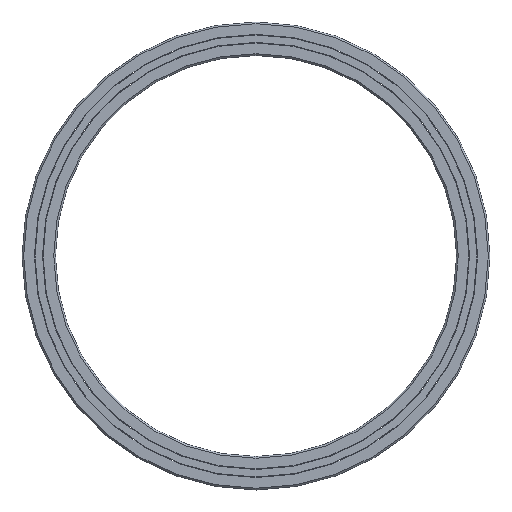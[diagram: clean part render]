
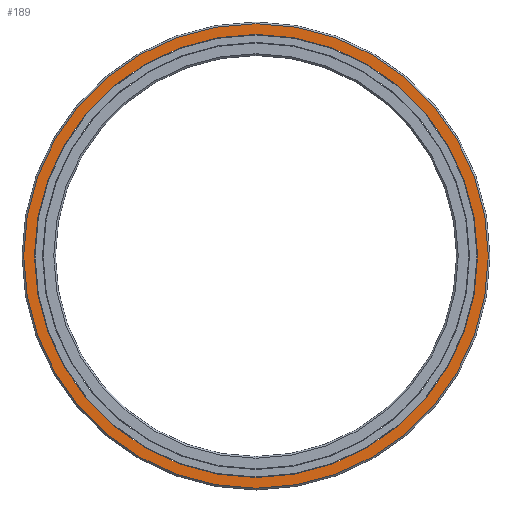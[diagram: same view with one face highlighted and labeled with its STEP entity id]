
A CAD part, top view. The second image highlights one B-rep face of the part: STEP entity #189.
In plain terms, the highlighted planar face has unit normal (0, 0, 1).
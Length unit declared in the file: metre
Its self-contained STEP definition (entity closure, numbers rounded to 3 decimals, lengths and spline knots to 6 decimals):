
#32=PLANE('',#245);
#40=ORIENTED_EDGE('',*,*,#72,.F.);
#41=ORIENTED_EDGE('',*,*,#71,.T.);
#71=EDGE_CURVE('',#87,#87,#103,.T.);
#72=EDGE_CURVE('',#88,#88,#104,.T.);
#87=VERTEX_POINT('',#354);
#88=VERTEX_POINT('',#357);
#103=CIRCLE('',#244,0.042088);
#104=CIRCLE('',#246,0.04413);
#120=EDGE_LOOP('',(#40));
#121=EDGE_LOOP('',(#41));
#152=FACE_BOUND('',#120,.T.);
#153=FACE_BOUND('',#121,.T.);
#189=ADVANCED_FACE('',(#152,#153),#32,.F.);
#244=AXIS2_PLACEMENT_3D('',#353,#283,#284);
#245=AXIS2_PLACEMENT_3D('',#355,#285,#286);
#246=AXIS2_PLACEMENT_3D('',#356,#287,#288);
#283=DIRECTION('',(0.,0.,-1.));
#284=DIRECTION('',(-1.,0.,0.));
#285=DIRECTION('',(0.,0.,-1.));
#286=DIRECTION('',(-1.,0.,0.));
#287=DIRECTION('',(0.,0.,-1.));
#288=DIRECTION('',(-1.,0.,0.));
#353=CARTESIAN_POINT('',(0.,0.,0.003175));
#354=CARTESIAN_POINT('',(-0.042088,0.,0.003175));
#355=CARTESIAN_POINT('',(-0.043109,0.,0.003175));
#356=CARTESIAN_POINT('',(0.,0.,0.003175));
#357=CARTESIAN_POINT('',(-0.04413,0.,0.003175));
